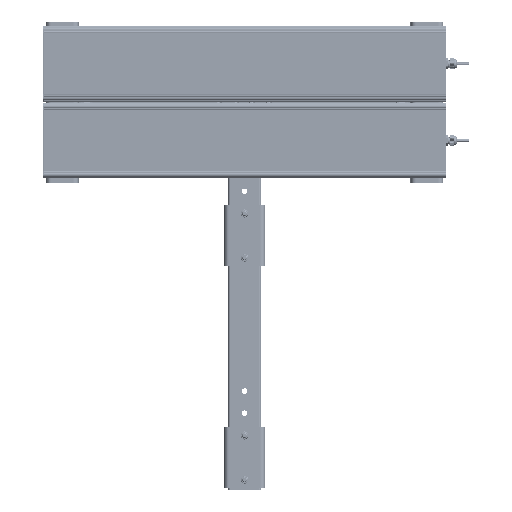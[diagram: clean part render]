
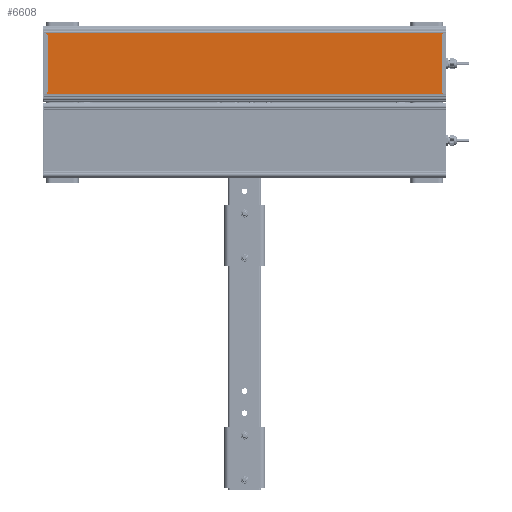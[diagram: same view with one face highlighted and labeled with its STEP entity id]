
A CAD part, front view. The second image highlights one B-rep face of the part: STEP entity #6608.
In plain terms, the highlighted face is planar.
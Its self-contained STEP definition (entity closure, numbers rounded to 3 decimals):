
#6608=ADVANCED_FACE('',(#17011),#17013,.T.);
#17011=FACE_BOUND('',#17012,.T.);
#17012=EDGE_LOOP('',(#50691,#50692,#50693,#50694));
#17013=PLANE('',#17014);
#17014=AXIS2_PLACEMENT_3D('',#17015,#17016,#17017);
#17015=CARTESIAN_POINT('',(2111.497,401.002,-34.582));
#17016=DIRECTION('',(0.,0.,-1.));
#17017=DIRECTION('',(0.,1.,0.));
#50691=ORIENTED_EDGE('',*,*,#59989,.F.);
#50692=ORIENTED_EDGE('',*,*,#59988,.T.);
#50693=ORIENTED_EDGE('',*,*,#59990,.F.);
#50694=ORIENTED_EDGE('',*,*,#59991,.F.);
#59988=EDGE_CURVE('',#66930,#66934,#66936,.T.);
#59989=EDGE_CURVE('',#66930,#66937,#66938,.T.);
#59990=EDGE_CURVE('',#66939,#66934,#66940,.T.);
#59991=EDGE_CURVE('',#66937,#66939,#66941,.T.);
#66930=VERTEX_POINT('',#87952);
#66934=VERTEX_POINT('',#87960);
#66936=LINE('',#87964,#87965);
#66937=VERTEX_POINT('',#87967);
#66938=LINE('',#87968,#87969);
#66939=VERTEX_POINT('',#87971);
#66940=LINE('',#87972,#87973);
#66941=LINE('',#87975,#87976);
#87952=CARTESIAN_POINT('',(2111.497,565.13,-34.582));
#87960=CARTESIAN_POINT('',(3107.497,565.13,-34.582));
#87964=CARTESIAN_POINT('',(2111.497,565.13,-34.582));
#87965=VECTOR('',#87966,1.);
#87966=DIRECTION('',(1.,0.,0.));
#87967=CARTESIAN_POINT('',(2111.497,401.002,-34.582));
#87968=CARTESIAN_POINT('',(2111.497,565.13,-34.582));
#87969=VECTOR('',#87970,1.);
#87970=DIRECTION('',(0.,-1.,0.));
#87971=CARTESIAN_POINT('',(3107.497,401.002,-34.582));
#87972=CARTESIAN_POINT('',(3107.497,401.002,-34.582));
#87973=VECTOR('',#87974,1.);
#87974=DIRECTION('',(0.,1.,0.));
#87975=CARTESIAN_POINT('',(2111.497,401.002,-34.582));
#87976=VECTOR('',#87977,1.);
#87977=DIRECTION('',(1.,0.,0.));
